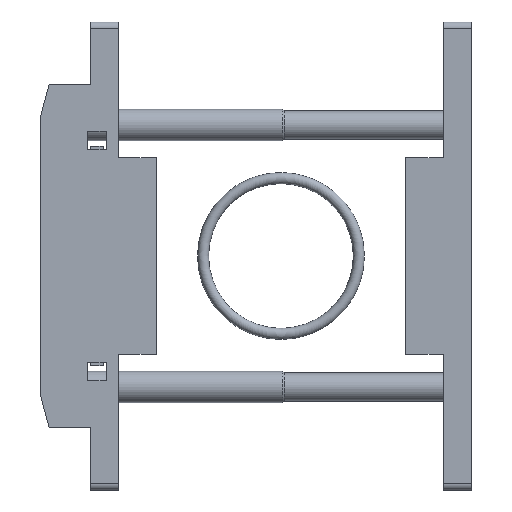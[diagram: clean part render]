
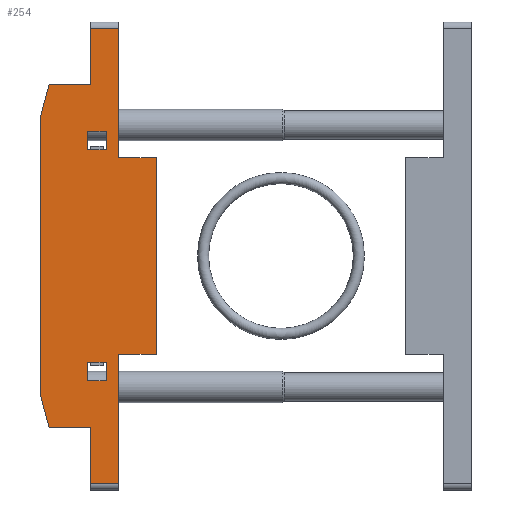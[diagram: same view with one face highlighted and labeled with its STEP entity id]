
A CAD part, top view. The second image highlights one B-rep face of the part: STEP entity #254.
In plain terms, the highlighted face is planar.
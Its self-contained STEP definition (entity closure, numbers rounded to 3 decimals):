
#254 = ADVANCED_FACE( '', ( #567, #568, #569 ), #570, .F. );
#567 = FACE_OUTER_BOUND( '', #995, .T. );
#568 = FACE_BOUND( '', #996, .T. );
#569 = FACE_BOUND( '', #997, .T. );
#570 = PLANE( '', #998 );
#995 = EDGE_LOOP( '', ( #1471, #1472, #1473, #1474, #1475, #1476, #1477, #1478, #1479, #1480, #1481, #1482, #1483, #1484 ) );
#996 = EDGE_LOOP( '', ( #1485, #1486, #1487, #1488 ) );
#997 = EDGE_LOOP( '', ( #1489, #1490, #1491, #1492 ) );
#998 = AXIS2_PLACEMENT_3D( '', #1493, #1494, #1495 );
#1471 = ORIENTED_EDGE( '', *, *, #2569, .F. );
#1472 = ORIENTED_EDGE( '', *, *, #2570, .T. );
#1473 = ORIENTED_EDGE( '', *, *, #2571, .F. );
#1474 = ORIENTED_EDGE( '', *, *, #2572, .F. );
#1475 = ORIENTED_EDGE( '', *, *, #2535, .F. );
#1476 = ORIENTED_EDGE( '', *, *, #2573, .F. );
#1477 = ORIENTED_EDGE( '', *, *, #2574, .F. );
#1478 = ORIENTED_EDGE( '', *, *, #2575, .F. );
#1479 = ORIENTED_EDGE( '', *, *, #2576, .F. );
#1480 = ORIENTED_EDGE( '', *, *, #2577, .F. );
#1481 = ORIENTED_EDGE( '', *, *, #2578, .F. );
#1482 = ORIENTED_EDGE( '', *, *, #2579, .F. );
#1483 = ORIENTED_EDGE( '', *, *, #2580, .F. );
#1484 = ORIENTED_EDGE( '', *, *, #2581, .F. );
#1485 = ORIENTED_EDGE( '', *, *, #2582, .F. );
#1486 = ORIENTED_EDGE( '', *, *, #2583, .T. );
#1487 = ORIENTED_EDGE( '', *, *, #2584, .T. );
#1488 = ORIENTED_EDGE( '', *, *, #2585, .F. );
#1489 = ORIENTED_EDGE( '', *, *, #2586, .F. );
#1490 = ORIENTED_EDGE( '', *, *, #2587, .T. );
#1491 = ORIENTED_EDGE( '', *, *, #2588, .T. );
#1492 = ORIENTED_EDGE( '', *, *, #2589, .F. );
#1493 = CARTESIAN_POINT( '', ( 0., 0., -5.15 ) );
#1494 = DIRECTION( '', ( 0., 0., 1. ) );
#1495 = DIRECTION( '', ( 1., 0., 0. ) );
#2535 = EDGE_CURVE( '', #2988, #2989, #2990, .T. );
#2569 = EDGE_CURVE( '', #3051, #3052, #3053, .T. );
#2570 = EDGE_CURVE( '', #3051, #3054, #3055, .F. );
#2571 = EDGE_CURVE( '', #3056, #3054, #3057, .T. );
#2572 = EDGE_CURVE( '', #2989, #3056, #3058, .T. );
#2573 = EDGE_CURVE( '', #3059, #2988, #3060, .T. );
#2574 = EDGE_CURVE( '', #3061, #3059, #3062, .T. );
#2575 = EDGE_CURVE( '', #3063, #3061, #3064, .F. );
#2576 = EDGE_CURVE( '', #3065, #3063, #3066, .T. );
#2577 = EDGE_CURVE( '', #3067, #3065, #3068, .T. );
#2578 = EDGE_CURVE( '', #3069, #3067, #3070, .T. );
#2579 = EDGE_CURVE( '', #3071, #3069, #3072, .T. );
#2580 = EDGE_CURVE( '', #3073, #3071, #3074, .T. );
#2581 = EDGE_CURVE( '', #3052, #3073, #3075, .T. );
#2582 = EDGE_CURVE( '', #3076, #3077, #3078, .T. );
#2583 = EDGE_CURVE( '', #3076, #3079, #3080, .T. );
#2584 = EDGE_CURVE( '', #3079, #3081, #3082, .T. );
#2585 = EDGE_CURVE( '', #3077, #3081, #3083, .T. );
#2586 = EDGE_CURVE( '', #3084, #3085, #3086, .T. );
#2587 = EDGE_CURVE( '', #3084, #3087, #3088, .T. );
#2588 = EDGE_CURVE( '', #3087, #3089, #3090, .T. );
#2589 = EDGE_CURVE( '', #3085, #3089, #3091, .T. );
#2988 = VERTEX_POINT( '', #3646 );
#2989 = VERTEX_POINT( '', #3647 );
#2990 = LINE( '', #3648, #3649 );
#3051 = VERTEX_POINT( '', #3740 );
#3052 = VERTEX_POINT( '', #3741 );
#3053 = LINE( '', #3742, #3743 );
#3054 = VERTEX_POINT( '', #3744 );
#3055 = LINE( '', #3745, #3746 );
#3056 = VERTEX_POINT( '', #3747 );
#3057 = LINE( '', #3748, #3749 );
#3058 = LINE( '', #3750, #3751 );
#3059 = VERTEX_POINT( '', #3752 );
#3060 = LINE( '', #3753, #3754 );
#3061 = VERTEX_POINT( '', #3755 );
#3062 = LINE( '', #3756, #3757 );
#3063 = VERTEX_POINT( '', #3758 );
#3064 = LINE( '', #3759, #3760 );
#3065 = VERTEX_POINT( '', #3761 );
#3066 = LINE( '', #3762, #3763 );
#3067 = VERTEX_POINT( '', #3764 );
#3068 = LINE( '', #3765, #3766 );
#3069 = VERTEX_POINT( '', #3767 );
#3070 = LINE( '', #3768, #3769 );
#3071 = VERTEX_POINT( '', #3770 );
#3072 = LINE( '', #3771, #3772 );
#3073 = VERTEX_POINT( '', #3773 );
#3074 = LINE( '', #3774, #3775 );
#3075 = LINE( '', #3776, #3777 );
#3076 = VERTEX_POINT( '', #3778 );
#3077 = VERTEX_POINT( '', #3779 );
#3078 = LINE( '', #3780, #3781 );
#3079 = VERTEX_POINT( '', #3782 );
#3080 = LINE( '', #3783, #3784 );
#3081 = VERTEX_POINT( '', #3785 );
#3082 = LINE( '', #3786, #3787 );
#3083 = LINE( '', #3788, #3789 );
#3084 = VERTEX_POINT( '', #3790 );
#3085 = VERTEX_POINT( '', #3791 );
#3086 = LINE( '', #3792, #3793 );
#3087 = VERTEX_POINT( '', #3794 );
#3088 = LINE( '', #3795, #3796 );
#3089 = VERTEX_POINT( '', #3797 );
#3090 = LINE( '', #3798, #3799 );
#3091 = LINE( '', #3800, #3801 );
#3646 = CARTESIAN_POINT( '', ( 15.75, 18.5, -5.15 ) );
#3647 = CARTESIAN_POINT( '', ( -15.75, 18.5, -5.15 ) );
#3648 = CARTESIAN_POINT( '', ( 15.75, 18.5, -5.15 ) );
#3649 = VECTOR( '', #4493, 1000. );
#3740 = CARTESIAN_POINT( '', ( -36.5, 8., -5.15 ) );
#3741 = CARTESIAN_POINT( '', ( -27.5, 8., -5.15 ) );
#3742 = CARTESIAN_POINT( '', ( -37.5, 8., -5.15 ) );
#3743 = VECTOR( '', #4524, 1000. );
#3744 = CARTESIAN_POINT( '', ( -36.5, 12.5, -5.15 ) );
#3745 = CARTESIAN_POINT( '', ( -36.5, 20., -5.15 ) );
#3746 = VECTOR( '', #4525, 1000. );
#3747 = CARTESIAN_POINT( '', ( -15.75, 12.5, -5.15 ) );
#3748 = CARTESIAN_POINT( '', ( -15.75, 12.5, -5.15 ) );
#3749 = VECTOR( '', #4526, 1000. );
#3750 = CARTESIAN_POINT( '', ( -15.75, 18.5, -5.15 ) );
#3751 = VECTOR( '', #4527, 1000. );
#3752 = CARTESIAN_POINT( '', ( 15.75, 12.5, -5.15 ) );
#3753 = CARTESIAN_POINT( '', ( 15.75, 12.5, -5.15 ) );
#3754 = VECTOR( '', #4528, 1000. );
#3755 = CARTESIAN_POINT( '', ( 36.5, 12.5, -5.15 ) );
#3756 = CARTESIAN_POINT( '', ( 37.5, 12.5, -5.15 ) );
#3757 = VECTOR( '', #4529, 1000. );
#3758 = CARTESIAN_POINT( '', ( 36.5, 8., -5.15 ) );
#3759 = CARTESIAN_POINT( '', ( 36.5, 20., -5.15 ) );
#3760 = VECTOR( '', #4530, 1000. );
#3761 = CARTESIAN_POINT( '', ( 27.5, 8., -5.15 ) );
#3762 = CARTESIAN_POINT( '', ( 27.5, 8., -5.15 ) );
#3763 = VECTOR( '', #4531, 1000. );
#3764 = CARTESIAN_POINT( '', ( 27.5, 1.34, -5.15 ) );
#3765 = CARTESIAN_POINT( '', ( 27.5, 1.34, -5.15 ) );
#3766 = VECTOR( '', #4532, 1000. );
#3767 = CARTESIAN_POINT( '', ( 22.5, 0., -5.15 ) );
#3768 = CARTESIAN_POINT( '', ( 22.5, 0., -5.15 ) );
#3769 = VECTOR( '', #4533, 1000. );
#3770 = CARTESIAN_POINT( '', ( -22.5, 0., -5.15 ) );
#3771 = CARTESIAN_POINT( '', ( -22.5, 0., -5.15 ) );
#3772 = VECTOR( '', #4534, 1000. );
#3773 = CARTESIAN_POINT( '', ( -27.5, 1.34, -5.15 ) );
#3774 = CARTESIAN_POINT( '', ( -27.5, 1.34, -5.15 ) );
#3775 = VECTOR( '', #4535, 1000. );
#3776 = CARTESIAN_POINT( '', ( -27.5, 8., -5.15 ) );
#3777 = VECTOR( '', #4536, 1000. );
#3778 = CARTESIAN_POINT( '', ( -17., 10.5, -5.15 ) );
#3779 = CARTESIAN_POINT( '', ( -17., 7.5, -5.15 ) );
#3780 = CARTESIAN_POINT( '', ( -17., 8., -5.15 ) );
#3781 = VECTOR( '', #4537, 1000. );
#3782 = CARTESIAN_POINT( '', ( -20., 10.5, -5.15 ) );
#3783 = CARTESIAN_POINT( '', ( -17., 10.5, -5.15 ) );
#3784 = VECTOR( '', #4538, 1000. );
#3785 = CARTESIAN_POINT( '', ( -20., 7.5, -5.15 ) );
#3786 = CARTESIAN_POINT( '', ( -20., 8., -5.15 ) );
#3787 = VECTOR( '', #4539, 1000. );
#3788 = CARTESIAN_POINT( '', ( -17., 7.5, -5.15 ) );
#3789 = VECTOR( '', #4540, 1000. );
#3790 = CARTESIAN_POINT( '', ( 20., 10.5, -5.15 ) );
#3791 = CARTESIAN_POINT( '', ( 20., 7.5, -5.15 ) );
#3792 = CARTESIAN_POINT( '', ( 20., 8., -5.15 ) );
#3793 = VECTOR( '', #4541, 1000. );
#3794 = CARTESIAN_POINT( '', ( 17., 10.5, -5.15 ) );
#3795 = CARTESIAN_POINT( '', ( 20., 10.5, -5.15 ) );
#3796 = VECTOR( '', #4542, 1000. );
#3797 = CARTESIAN_POINT( '', ( 17., 7.5, -5.15 ) );
#3798 = CARTESIAN_POINT( '', ( 17., 8., -5.15 ) );
#3799 = VECTOR( '', #4543, 1000. );
#3800 = CARTESIAN_POINT( '', ( 20., 7.5, -5.15 ) );
#3801 = VECTOR( '', #4544, 1000. );
#4493 = DIRECTION( '', ( -1., 0., 0. ) );
#4524 = DIRECTION( '', ( 1., 0., 0. ) );
#4525 = DIRECTION( '', ( 0., -1., 0. ) );
#4526 = DIRECTION( '', ( -1., 0., 0. ) );
#4527 = DIRECTION( '', ( 0., -1., 0. ) );
#4528 = DIRECTION( '', ( 0., 1., 0. ) );
#4529 = DIRECTION( '', ( -1., 0., 0. ) );
#4530 = DIRECTION( '', ( 0., -1., 0. ) );
#4531 = DIRECTION( '', ( 1., 0., 0. ) );
#4532 = DIRECTION( '', ( 0., 1., 0. ) );
#4533 = DIRECTION( '', ( 0.966, 0.259, 0. ) );
#4534 = DIRECTION( '', ( 1., 0., 0. ) );
#4535 = DIRECTION( '', ( 0.966, -0.259, 0. ) );
#4536 = DIRECTION( '', ( 0., -1., 0. ) );
#4537 = DIRECTION( '', ( 0., -1., 0. ) );
#4538 = DIRECTION( '', ( -1., 0., 0. ) );
#4539 = DIRECTION( '', ( 0., -1., 0. ) );
#4540 = DIRECTION( '', ( -1., 0., 0. ) );
#4541 = DIRECTION( '', ( 0., -1., 0. ) );
#4542 = DIRECTION( '', ( -1., 0., 0. ) );
#4543 = DIRECTION( '', ( 0., -1., 0. ) );
#4544 = DIRECTION( '', ( -1., 0., 0. ) );
